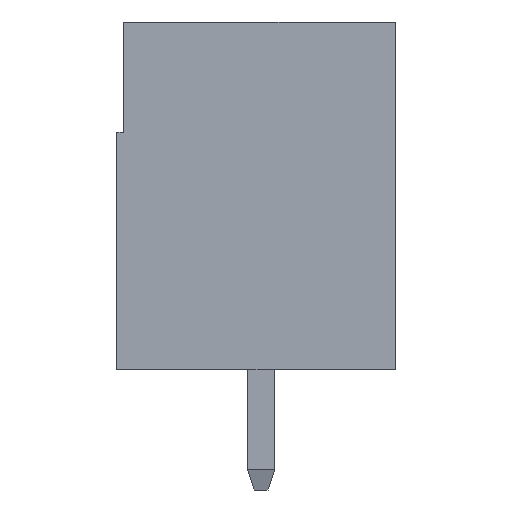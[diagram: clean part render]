
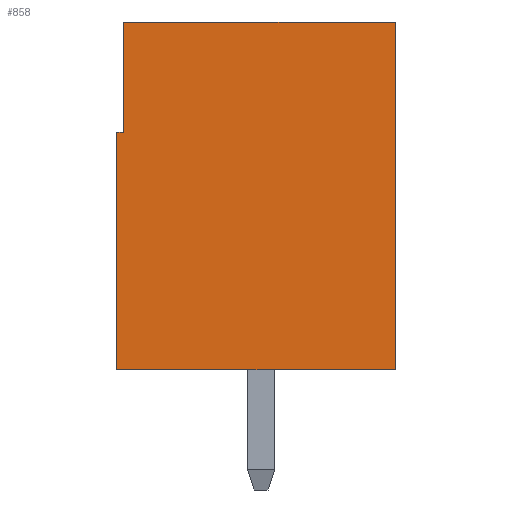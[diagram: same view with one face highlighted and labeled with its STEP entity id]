
A CAD part, left-side view. The second image highlights one B-rep face of the part: STEP entity #858.
In plain terms, the highlighted planar face has unit normal (-1, 0, 0).
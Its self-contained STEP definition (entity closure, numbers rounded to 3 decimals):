
#858 = ADVANCED_FACE( '', ( #1820 ), #1821, .T. );
#1820 = FACE_OUTER_BOUND( '', #2919, .T. );
#1821 = PLANE( '', #2920 );
#2919 = EDGE_LOOP( '', ( #5206, #5207, #5208, #5209, #5210, #5211 ) );
#2920 = AXIS2_PLACEMENT_3D( '', #5212, #5213, #5214 );
#5206 = ORIENTED_EDGE( '', *, *, #7118, .T. );
#5207 = ORIENTED_EDGE( '', *, *, #7563, .T. );
#5208 = ORIENTED_EDGE( '', *, *, #6961, .T. );
#5209 = ORIENTED_EDGE( '', *, *, #7564, .T. );
#5210 = ORIENTED_EDGE( '', *, *, #7565, .T. );
#5211 = ORIENTED_EDGE( '', *, *, #7566, .T. );
#5212 = CARTESIAN_POINT( '', ( -12.3, 0., 0. ) );
#5213 = DIRECTION( '', ( -1., 0., 0. ) );
#5214 = DIRECTION( '', ( 0., 0., 1. ) );
#6961 = EDGE_CURVE( '', #8482, #8480, #8483, .T. );
#7118 = EDGE_CURVE( '', #8739, #8737, #8740, .T. );
#7563 = EDGE_CURVE( '', #8737, #8482, #9385, .T. );
#7564 = EDGE_CURVE( '', #8480, #9386, #9387, .T. );
#7565 = EDGE_CURVE( '', #9386, #9388, #9389, .T. );
#7566 = EDGE_CURVE( '', #9388, #8739, #9390, .T. );
#8480 = VERTEX_POINT( '', #10629 );
#8482 = VERTEX_POINT( '', #10632 );
#8483 = LINE( '', #10633, #10634 );
#8737 = VERTEX_POINT( '', #11007 );
#8739 = VERTEX_POINT( '', #11010 );
#8740 = LINE( '', #11011, #11012 );
#9385 = LINE( '', #11970, #11971 );
#9386 = VERTEX_POINT( '', #11972 );
#9387 = LINE( '', #11973, #11974 );
#9388 = VERTEX_POINT( '', #11975 );
#9389 = LINE( '', #11976, #11977 );
#9390 = LINE( '', #11978, #11979 );
#10629 = CARTESIAN_POINT( '', ( -12.3, 3.85, 1.85 ) );
#10632 = CARTESIAN_POINT( '', ( -12.3, 3.85, 5.05 ) );
#10633 = CARTESIAN_POINT( '', ( -12.3, 3.85, 5.05 ) );
#10634 = VECTOR( '', #12828, 1000. );
#11007 = CARTESIAN_POINT( '', ( -12.3, -4.05, 5.05 ) );
#11010 = CARTESIAN_POINT( '', ( -12.3, -4.05, -5.05 ) );
#11011 = CARTESIAN_POINT( '', ( -12.3, -4.05, -5.05 ) );
#11012 = VECTOR( '', #12970, 1000. );
#11970 = CARTESIAN_POINT( '', ( -12.3, -4.05, 5.05 ) );
#11971 = VECTOR( '', #13353, 1000. );
#11972 = CARTESIAN_POINT( '', ( -12.3, 4.05, 1.85 ) );
#11973 = CARTESIAN_POINT( '', ( -12.3, 3.85, 1.85 ) );
#11974 = VECTOR( '', #13354, 1000. );
#11975 = CARTESIAN_POINT( '', ( -12.3, 4.05, -5.05 ) );
#11976 = CARTESIAN_POINT( '', ( -12.3, 4.05, 1.85 ) );
#11977 = VECTOR( '', #13355, 1000. );
#11978 = CARTESIAN_POINT( '', ( -12.3, 4.05, -5.05 ) );
#11979 = VECTOR( '', #13356, 1000. );
#12828 = DIRECTION( '', ( 0., 0., -1. ) );
#12970 = DIRECTION( '', ( 0., 0., 1. ) );
#13353 = DIRECTION( '', ( 0., 1., 0. ) );
#13354 = DIRECTION( '', ( 0., 1., 0. ) );
#13355 = DIRECTION( '', ( 0., 0., -1. ) );
#13356 = DIRECTION( '', ( 0., -1., 0. ) );
